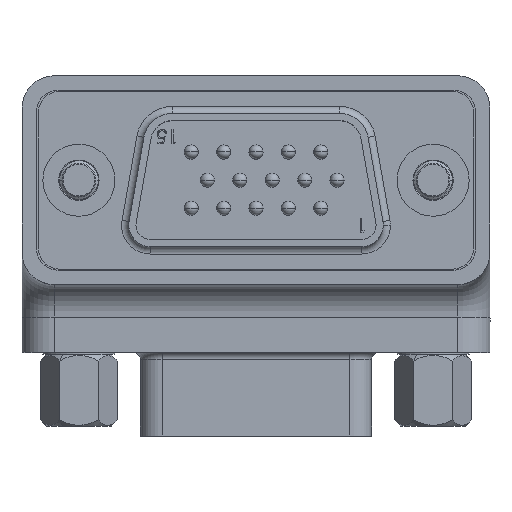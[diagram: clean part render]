
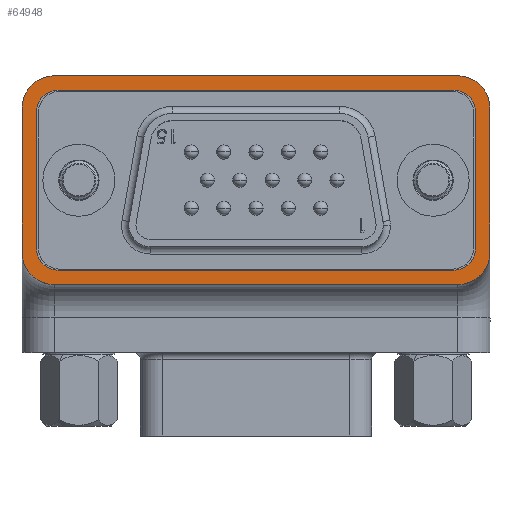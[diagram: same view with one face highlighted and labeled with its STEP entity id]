
A CAD part, top view. The second image highlights one B-rep face of the part: STEP entity #64948.
In plain terms, the highlighted planar face has unit normal (0, 0, 1).
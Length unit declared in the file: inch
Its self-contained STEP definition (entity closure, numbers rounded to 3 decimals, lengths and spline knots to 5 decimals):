
#21197 = CARTESIAN_POINT ( 'NONE',  ( 0.65, -0.2, 0. ) ) ;
#21198 = CARTESIAN_POINT ( 'NONE',  ( 0.65, 0.2, 0. ) ) ;
#23158 = DIRECTION ( 'NONE',  ( 0., -1., 0. ) ) ;
#23159 = VECTOR ( 'NONE', #23158, 39.37008 ) ;
#23160 = CARTESIAN_POINT ( 'NONE',  ( 0.65, 0.29, 0. ) ) ;
#23161 = LINE ( 'NONE', #23160, #23159 ) ;
#62020 = ORIENTED_EDGE ( 'NONE', *, *, #111518, .F. ) ;
#63103 = ORIENTED_EDGE ( 'NONE', *, *, #63107, .F. ) ;
#63107 = EDGE_CURVE ( 'NONE', #64998, #63228, #124907, .T. ) ;
#63109 = EDGE_LOOP ( 'NONE', ( #63112, #63116, #62020, #63184, #63190, #63197, #63199, #63201 ) ) ;
#63112 = ORIENTED_EDGE ( 'NONE', *, *, #64856, .T. ) ;
#63116 = ORIENTED_EDGE ( 'NONE', *, *, #63121, .T. ) ;
#63121 = EDGE_CURVE ( 'NONE', #64847, #95708, #124890, .T. ) ;
#63184 = ORIENTED_EDGE ( 'NONE', *, *, #63186, .T. ) ;
#63186 = EDGE_CURVE ( 'NONE', #95707, #63188, #124922, .T. ) ;
#63188 = VERTEX_POINT ( 'NONE', #124923 ) ;
#63190 = ORIENTED_EDGE ( 'NONE', *, *, #63193, .F. ) ;
#63193 = EDGE_CURVE ( 'NONE', #63195, #63188, #124984, .T. ) ;
#63195 = VERTEX_POINT ( 'NONE', #124980 ) ;
#63197 = ORIENTED_EDGE ( 'NONE', *, *, #63198, .T. ) ;
#63198 = EDGE_CURVE ( 'NONE', #63195, #143313, #124979, .T. ) ;
#63199 = ORIENTED_EDGE ( 'NONE', *, *, #143575, .T. ) ;
#63201 = ORIENTED_EDGE ( 'NONE', *, *, #63203, .T. ) ;
#63203 = EDGE_CURVE ( 'NONE', #143448, #64859, #124973, .T. ) ;
#63217 = ORIENTED_EDGE ( 'NONE', *, *, #63218, .F. ) ;
#63218 = EDGE_CURVE ( 'NONE', #65050, #65045, #124988, .T. ) ;
#63223 = ORIENTED_EDGE ( 'NONE', *, *, #63226, .F. ) ;
#63226 = EDGE_CURVE ( 'NONE', #63228, #65050, #125068, .T. ) ;
#63228 = VERTEX_POINT ( 'NONE', #125058 ) ;
#64847 = VERTEX_POINT ( 'NONE', #130829 ) ;
#64856 = EDGE_CURVE ( 'NONE', #64859, #64847, #130801, .T. ) ;
#64859 = VERTEX_POINT ( 'NONE', #130791 ) ;
#64948 = ADVANCED_FACE ( 'NONE', ( #131031, #131030 ), #131026, .F. ) ;
#64952 = EDGE_LOOP ( 'NONE', ( #64957, #65004, #65014, #65027, #65039, #63217, #63223, #63103 ) ) ;
#64957 = ORIENTED_EDGE ( 'NONE', *, *, #64993, .F. ) ;
#64993 = EDGE_CURVE ( 'NONE', #64994, #64998, #131254, .T. ) ;
#64994 = VERTEX_POINT ( 'NONE', #131237 ) ;
#64998 = VERTEX_POINT ( 'NONE', #131235 ) ;
#65004 = ORIENTED_EDGE ( 'NONE', *, *, #65008, .F. ) ;
#65008 = EDGE_CURVE ( 'NONE', #65010, #64994, #131353, .T. ) ;
#65010 = VERTEX_POINT ( 'NONE', #131344 ) ;
#65014 = ORIENTED_EDGE ( 'NONE', *, *, #65020, .F. ) ;
#65020 = EDGE_CURVE ( 'NONE', #65022, #65010, #131319, .T. ) ;
#65022 = VERTEX_POINT ( 'NONE', #131312 ) ;
#65027 = ORIENTED_EDGE ( 'NONE', *, *, #65031, .F. ) ;
#65031 = EDGE_CURVE ( 'NONE', #65035, #65022, #131288, .T. ) ;
#65035 = VERTEX_POINT ( 'NONE', #131431 ) ;
#65039 = ORIENTED_EDGE ( 'NONE', *, *, #65043, .F. ) ;
#65043 = EDGE_CURVE ( 'NONE', #65045, #65035, #131414, .T. ) ;
#65045 = VERTEX_POINT ( 'NONE', #131407 ) ;
#65050 = VERTEX_POINT ( 'NONE', #131392 ) ;
#88041 = CARTESIAN_POINT ( 'NONE',  ( -0.65, 0.2, 0. ) ) ;
#88523 = CARTESIAN_POINT ( 'NONE',  ( -0.65, -0.2, 0. ) ) ;
#88918 = DIRECTION ( 'NONE',  ( 0., -1., 0. ) ) ;
#88920 = VECTOR ( 'NONE', #88918, 39.37008 ) ;
#88921 = CARTESIAN_POINT ( 'NONE',  ( -0.65, 0.29, 0. ) ) ;
#88923 = LINE ( 'NONE', #88921, #88920 ) ;
#95707 = VERTEX_POINT ( 'NONE', #21198 ) ;
#95708 = VERTEX_POINT ( 'NONE', #21197 ) ;
#111518 = EDGE_CURVE ( 'NONE', #95707, #95708, #23161, .T. ) ;
#124886 = DIRECTION ( 'NONE',  ( -1., 0., 0. ) ) ;
#124887 = DIRECTION ( 'NONE',  ( 0., 0., 1. ) ) ;
#124888 = CARTESIAN_POINT ( 'NONE',  ( 0.56, -0.2, 0. ) ) ;
#124889 = AXIS2_PLACEMENT_3D ( 'NONE', #124888, #124887, #124886 ) ;
#124890 = CIRCLE ( 'NONE', #124889, 0.09 ) ;
#124904 = DIRECTION ( 'NONE',  ( -1., 0., 0. ) ) ;
#124905 = DIRECTION ( 'NONE',  ( 0., 0., 1. ) ) ;
#124906 = AXIS2_PLACEMENT_3D ( 'NONE', #124913, #124905, #124904 ) ;
#124907 = CIRCLE ( 'NONE', #124906, 0.06 ) ;
#124913 = CARTESIAN_POINT ( 'NONE',  ( 0.55, 0.19, 0. ) ) ;
#124918 = DIRECTION ( 'NONE',  ( -1., 0., 0. ) ) ;
#124919 = DIRECTION ( 'NONE',  ( 0., 0., 1. ) ) ;
#124920 = CARTESIAN_POINT ( 'NONE',  ( 0.56, 0.2, 0. ) ) ;
#124921 = AXIS2_PLACEMENT_3D ( 'NONE', #124920, #124919, #124918 ) ;
#124922 = CIRCLE ( 'NONE', #124921, 0.09 ) ;
#124923 = CARTESIAN_POINT ( 'NONE',  ( 0.56, 0.29, 0. ) ) ;
#124969 = DIRECTION ( 'NONE',  ( -1., 0., 0. ) ) ;
#124970 = DIRECTION ( 'NONE',  ( 0., 0., 1. ) ) ;
#124971 = CARTESIAN_POINT ( 'NONE',  ( -0.56, -0.2, 0. ) ) ;
#124972 = AXIS2_PLACEMENT_3D ( 'NONE', #124971, #124970, #124969 ) ;
#124973 = CIRCLE ( 'NONE', #124972, 0.09 ) ;
#124975 = DIRECTION ( 'NONE',  ( -1., 0., 0. ) ) ;
#124976 = DIRECTION ( 'NONE',  ( 0., 0., 1. ) ) ;
#124977 = CARTESIAN_POINT ( 'NONE',  ( -0.56, 0.2, 0. ) ) ;
#124978 = AXIS2_PLACEMENT_3D ( 'NONE', #124977, #124976, #124975 ) ;
#124979 = CIRCLE ( 'NONE', #124978, 0.09 ) ;
#124980 = CARTESIAN_POINT ( 'NONE',  ( -0.56, 0.29, 0. ) ) ;
#124981 = DIRECTION ( 'NONE',  ( 1., 0., 0. ) ) ;
#124982 = VECTOR ( 'NONE', #124981, 39.37008 ) ;
#124983 = CARTESIAN_POINT ( 'NONE',  ( 0.65, 0.29, 0. ) ) ;
#124984 = LINE ( 'NONE', #124983, #124982 ) ;
#124985 = DIRECTION ( 'NONE',  ( 0., 0., 1. ) ) ;
#124986 = CARTESIAN_POINT ( 'NONE',  ( -0.55, 0.19, 0. ) ) ;
#124987 = AXIS2_PLACEMENT_3D ( 'NONE', #124986, #124985, #125036 ) ;
#124988 = CIRCLE ( 'NONE', #124987, 0.06 ) ;
#125036 = DIRECTION ( 'NONE',  ( -1., 0., 0. ) ) ;
#125058 = CARTESIAN_POINT ( 'NONE',  ( 0.55, 0.25, 0. ) ) ;
#125059 = DIRECTION ( 'NONE',  ( -1., 0., 0. ) ) ;
#125060 = VECTOR ( 'NONE', #125059, 39.37008 ) ;
#125061 = CARTESIAN_POINT ( 'NONE',  ( -0.55, 0.25, 0. ) ) ;
#125068 = LINE ( 'NONE', #125061, #125060 ) ;
#130152 = DIRECTION ( 'NONE',  ( 0., 0., 1. ) ) ;
#130721 = DIRECTION ( 'NONE',  ( -1., 0., 0. ) ) ;
#130791 = CARTESIAN_POINT ( 'NONE',  ( -0.56, -0.29, 0. ) ) ;
#130796 = DIRECTION ( 'NONE',  ( 1., 0., 0. ) ) ;
#130798 = VECTOR ( 'NONE', #130796, 39.37008 ) ;
#130799 = CARTESIAN_POINT ( 'NONE',  ( 0.65, -0.29, 0. ) ) ;
#130801 = LINE ( 'NONE', #130799, #130798 ) ;
#130829 = CARTESIAN_POINT ( 'NONE',  ( 0.56, -0.29, 0. ) ) ;
#131019 = DIRECTION ( 'NONE',  ( -1., 0., 0. ) ) ;
#131020 = DIRECTION ( 'NONE',  ( 0., 0., -1. ) ) ;
#131022 = CARTESIAN_POINT ( 'NONE',  ( 0.65, 0.29, 0. ) ) ;
#131024 = AXIS2_PLACEMENT_3D ( 'NONE', #131022, #131020, #131019 ) ;
#131026 = PLANE ( 'NONE',  #131024 ) ;
#131030 = FACE_OUTER_BOUND ( 'NONE', #63109, .T. ) ;
#131031 = FACE_BOUND ( 'NONE', #64952, .T. ) ;
#131235 = CARTESIAN_POINT ( 'NONE',  ( 0.61, 0.19, 0. ) ) ;
#131237 = CARTESIAN_POINT ( 'NONE',  ( 0.61, -0.19, 0. ) ) ;
#131239 = DIRECTION ( 'NONE',  ( 0., 1., 0. ) ) ;
#131241 = VECTOR ( 'NONE', #131239, 39.37008 ) ;
#131243 = CARTESIAN_POINT ( 'NONE',  ( 0.61, 0.19, 0. ) ) ;
#131254 = LINE ( 'NONE', #131243, #131241 ) ;
#131285 = CARTESIAN_POINT ( 'NONE',  ( -0.55, -0.19, 0. ) ) ;
#131286 = AXIS2_PLACEMENT_3D ( 'NONE', #131285, #130152, #130721 ) ;
#131288 = CIRCLE ( 'NONE', #131286, 0.06 ) ;
#131312 = CARTESIAN_POINT ( 'NONE',  ( -0.55, -0.25, 0. ) ) ;
#131314 = DIRECTION ( 'NONE',  ( 1., 0., 0. ) ) ;
#131315 = VECTOR ( 'NONE', #131314, 39.37008 ) ;
#131317 = CARTESIAN_POINT ( 'NONE',  ( -0.55, -0.25, 0. ) ) ;
#131319 = LINE ( 'NONE', #131317, #131315 ) ;
#131344 = CARTESIAN_POINT ( 'NONE',  ( 0.55, -0.25, 0. ) ) ;
#131346 = DIRECTION ( 'NONE',  ( -1., 0., 0. ) ) ;
#131348 = DIRECTION ( 'NONE',  ( 0., 0., 1. ) ) ;
#131349 = CARTESIAN_POINT ( 'NONE',  ( 0.55, -0.19, 0. ) ) ;
#131351 = AXIS2_PLACEMENT_3D ( 'NONE', #131349, #131348, #131346 ) ;
#131353 = CIRCLE ( 'NONE', #131351, 0.06 ) ;
#131392 = CARTESIAN_POINT ( 'NONE',  ( -0.55, 0.25, 0. ) ) ;
#131407 = CARTESIAN_POINT ( 'NONE',  ( -0.61, 0.19, 0. ) ) ;
#131409 = DIRECTION ( 'NONE',  ( 0., -1., 0. ) ) ;
#131411 = VECTOR ( 'NONE', #131409, 39.37008 ) ;
#131413 = CARTESIAN_POINT ( 'NONE',  ( -0.61, 0.19, 0. ) ) ;
#131414 = LINE ( 'NONE', #131413, #131411 ) ;
#131431 = CARTESIAN_POINT ( 'NONE',  ( -0.61, -0.19, 0. ) ) ;
#143313 = VERTEX_POINT ( 'NONE', #88041 ) ;
#143448 = VERTEX_POINT ( 'NONE', #88523 ) ;
#143575 = EDGE_CURVE ( 'NONE', #143313, #143448, #88923, .T. ) ;
